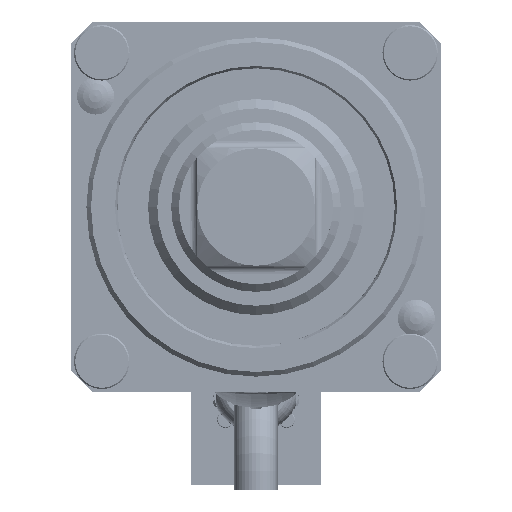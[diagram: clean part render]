
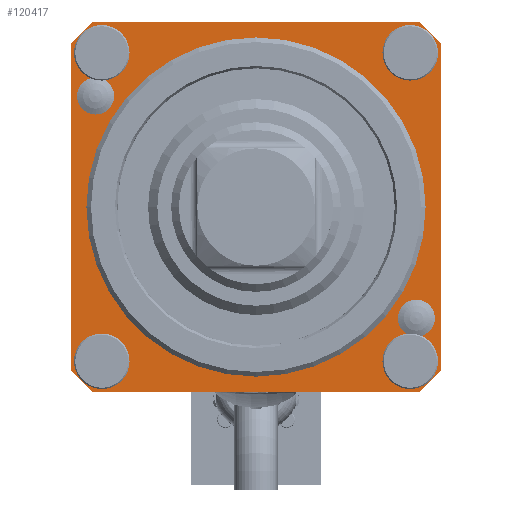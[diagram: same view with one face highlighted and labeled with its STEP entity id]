
A CAD part, left-side view. The second image highlights one B-rep face of the part: STEP entity #120417.
In plain terms, the highlighted planar face has unit normal (-1, 0, 0).
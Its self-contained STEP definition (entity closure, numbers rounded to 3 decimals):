
#4298=FACE_BOUND('',#37973,.T.);
#4299=FACE_BOUND('',#37974,.T.);
#4300=FACE_BOUND('',#37975,.T.);
#4301=FACE_BOUND('',#37976,.T.);
#4302=FACE_BOUND('',#37977,.T.);
#4303=FACE_BOUND('',#37978,.T.);
#4304=FACE_BOUND('',#37979,.T.);
#6307=PLANE('',#131059);
#12603=LINE('',#207958,#21636);
#12606=LINE('',#207966,#21639);
#12609=LINE('',#207974,#21642);
#12612=LINE('',#207982,#21645);
#21636=VECTOR('',#154492,10.583);
#21639=VECTOR('',#154501,10.583);
#21642=VECTOR('',#154510,10.583);
#21645=VECTOR('',#154519,10.583);
#31475=FACE_OUTER_BOUND('',#37972,.T.);
#37972=EDGE_LOOP('',(#96170,#96171,#96172,#96173,#96174,#96175,#96176,#96177));
#37973=EDGE_LOOP('',(#96178));
#37974=EDGE_LOOP('',(#96179,#96180));
#37975=EDGE_LOOP('',(#96181,#96182));
#37976=EDGE_LOOP('',(#96183));
#37977=EDGE_LOOP('',(#96184,#96185));
#37978=EDGE_LOOP('',(#96186));
#37979=EDGE_LOOP('',(#96187));
#44588=CIRCLE('',#129959,0.6);
#44595=CIRCLE('',#129978,0.6);
#44602=CIRCLE('',#129997,0.6);
#44606=CIRCLE('',#130003,0.6);
#44607=CIRCLE('',#130004,0.6);
#44611=CIRCLE('',#130010,0.6);
#44612=CIRCLE('',#130011,0.6);
#44825=CIRCLE('',#130537,5.5);
#45164=CIRCLE('',#131049,8.);
#45165=CIRCLE('',#131052,8.);
#45166=CIRCLE('',#131055,8.);
#45167=CIRCLE('',#131058,8.);
#45168=CIRCLE('',#131060,0.6);
#45169=CIRCLE('',#131061,0.6);
#52310=VERTEX_POINT('',#204566);
#52329=VERTEX_POINT('',#204625);
#52348=VERTEX_POINT('',#204684);
#52352=VERTEX_POINT('',#204695);
#52353=VERTEX_POINT('',#204696);
#52357=VERTEX_POINT('',#204708);
#52358=VERTEX_POINT('',#204709);
#52884=VERTEX_POINT('',#206828);
#53208=VERTEX_POINT('',#207954);
#53209=VERTEX_POINT('',#207956);
#53210=VERTEX_POINT('',#207960);
#53211=VERTEX_POINT('',#207964);
#53212=VERTEX_POINT('',#207968);
#53213=VERTEX_POINT('',#207972);
#53214=VERTEX_POINT('',#207976);
#53215=VERTEX_POINT('',#207980);
#53216=VERTEX_POINT('',#207986);
#53217=VERTEX_POINT('',#207987);
#67112=EDGE_CURVE('',#52310,#52310,#44588,.T.);
#67140=EDGE_CURVE('',#52329,#52329,#44595,.T.);
#67168=EDGE_CURVE('',#52348,#52348,#44602,.T.);
#67172=EDGE_CURVE('',#52352,#52353,#44606,.T.);
#67173=EDGE_CURVE('',#52353,#52352,#44607,.T.);
#67178=EDGE_CURVE('',#52357,#52358,#44611,.T.);
#67179=EDGE_CURVE('',#52358,#52357,#44612,.T.);
#68006=EDGE_CURVE('',#52884,#52884,#44825,.T.);
#68599=EDGE_CURVE('',#53209,#53208,#12603,.T.);
#68601=EDGE_CURVE('',#53210,#53209,#45164,.T.);
#68603=EDGE_CURVE('',#53211,#53210,#12606,.T.);
#68605=EDGE_CURVE('',#53212,#53211,#45165,.T.);
#68607=EDGE_CURVE('',#53212,#53213,#12609,.T.);
#68609=EDGE_CURVE('',#53214,#53213,#45166,.T.);
#68611=EDGE_CURVE('',#53214,#53215,#12612,.T.);
#68612=EDGE_CURVE('',#53208,#53215,#45167,.T.);
#68613=EDGE_CURVE('',#53216,#53217,#45168,.T.);
#68614=EDGE_CURVE('',#53217,#53216,#45169,.T.);
#96170=ORIENTED_EDGE('',*,*,#68612,.F.);
#96171=ORIENTED_EDGE('',*,*,#68599,.F.);
#96172=ORIENTED_EDGE('',*,*,#68601,.F.);
#96173=ORIENTED_EDGE('',*,*,#68603,.F.);
#96174=ORIENTED_EDGE('',*,*,#68605,.F.);
#96175=ORIENTED_EDGE('',*,*,#68607,.T.);
#96176=ORIENTED_EDGE('',*,*,#68609,.F.);
#96177=ORIENTED_EDGE('',*,*,#68611,.T.);
#96178=ORIENTED_EDGE('',*,*,#68006,.F.);
#96179=ORIENTED_EDGE('',*,*,#67178,.T.);
#96180=ORIENTED_EDGE('',*,*,#67179,.T.);
#96181=ORIENTED_EDGE('',*,*,#67172,.T.);
#96182=ORIENTED_EDGE('',*,*,#67173,.T.);
#96183=ORIENTED_EDGE('',*,*,#67168,.F.);
#96184=ORIENTED_EDGE('',*,*,#68613,.F.);
#96185=ORIENTED_EDGE('',*,*,#68614,.F.);
#96186=ORIENTED_EDGE('',*,*,#67140,.F.);
#96187=ORIENTED_EDGE('',*,*,#67112,.F.);
#120417=ADVANCED_FACE('',(#31475,#4298,#4299,#4300,#4301,#4302,#4303,#4304),
#6307,.T.);
#129959=AXIS2_PLACEMENT_3D('',#204568,#151558,#151559);
#129978=AXIS2_PLACEMENT_3D('',#204627,#151617,#151618);
#129997=AXIS2_PLACEMENT_3D('',#204686,#151676,#151677);
#130003=AXIS2_PLACEMENT_3D('',#204697,#151688,#151689);
#130004=AXIS2_PLACEMENT_3D('',#204698,#151690,#151691);
#130010=AXIS2_PLACEMENT_3D('',#204710,#151703,#151704);
#130011=AXIS2_PLACEMENT_3D('',#204711,#151705,#151706);
#130537=AXIS2_PLACEMENT_3D('',#206830,#153218,#153219);
#131049=AXIS2_PLACEMENT_3D('',#207962,#154496,#154497);
#131052=AXIS2_PLACEMENT_3D('',#207970,#154505,#154506);
#131055=AXIS2_PLACEMENT_3D('',#207978,#154514,#154515);
#131058=AXIS2_PLACEMENT_3D('',#207984,#154522,#154523);
#131059=AXIS2_PLACEMENT_3D('',#207985,#154524,#154525);
#131060=AXIS2_PLACEMENT_3D('',#207988,#154526,#154527);
#131061=AXIS2_PLACEMENT_3D('',#207989,#154528,#154529);
#151558=DIRECTION('center_axis',(-1.,0.,0.));
#151559=DIRECTION('ref_axis',(0.,1.,0.));
#151617=DIRECTION('center_axis',(-1.,0.,0.));
#151618=DIRECTION('ref_axis',(0.,1.,0.));
#151676=DIRECTION('center_axis',(-1.,0.,0.));
#151677=DIRECTION('ref_axis',(0.,1.,0.));
#151688=DIRECTION('center_axis',(1.,0.,0.));
#151689=DIRECTION('ref_axis',(0.,-1.,0.));
#151690=DIRECTION('center_axis',(1.,0.,0.));
#151691=DIRECTION('ref_axis',(0.,-1.,0.));
#151703=DIRECTION('center_axis',(1.,0.,0.));
#151704=DIRECTION('ref_axis',(0.,-1.,0.));
#151705=DIRECTION('center_axis',(1.,0.,0.));
#151706=DIRECTION('ref_axis',(0.,-1.,0.));
#153218=DIRECTION('center_axis',(-1.,0.,0.));
#153219=DIRECTION('ref_axis',(0.,1.,0.));
#154492=DIRECTION('',(0.,0.,1.));
#154496=DIRECTION('center_axis',(1.,0.,0.));
#154497=DIRECTION('ref_axis',(0.,0.661,-0.75));
#154501=DIRECTION('',(0.,1.,0.));
#154505=DIRECTION('center_axis',(1.,0.,0.));
#154506=DIRECTION('ref_axis',(0.,-0.75,
-0.661));
#154510=DIRECTION('',(0.,0.,1.));
#154514=DIRECTION('center_axis',(1.,0.,0.));
#154515=DIRECTION('ref_axis',(0.,-0.661,
0.75));
#154519=DIRECTION('',(0.,1.,0.));
#154522=DIRECTION('center_axis',(1.,0.,0.));
#154523=DIRECTION('ref_axis',(0.,0.75,0.661));
#154524=DIRECTION('center_axis',(-1.,0.,0.));
#154525=DIRECTION('ref_axis',(0.,1.,0.));
#154526=DIRECTION('center_axis',(-1.,0.,0.));
#154527=DIRECTION('ref_axis',(0.,-1.,0.));
#154528=DIRECTION('center_axis',(-1.,0.,0.));
#154529=DIRECTION('ref_axis',(0.,-1.,0.));
#204566=CARTESIAN_POINT('',(-1.85,-4.4,-5.));
#204568=CARTESIAN_POINT('Origin',(-1.85,-5.,-5.));
#204625=CARTESIAN_POINT('',(-1.85,5.6,-5.));
#204627=CARTESIAN_POINT('Origin',(-1.85,5.,-5.));
#204684=CARTESIAN_POINT('',(-1.85,5.6,5.));
#204686=CARTESIAN_POINT('Origin',(-1.85,5.,5.));
#204695=CARTESIAN_POINT('',(-1.85,-4.6,-3.6));
#204696=CARTESIAN_POINT('',(-1.85,-5.8,-3.6));
#204697=CARTESIAN_POINT('Origin',(-1.85,-5.2,-3.6));
#204698=CARTESIAN_POINT('Origin',(-1.85,-5.2,-3.6));
#204708=CARTESIAN_POINT('',(-1.85,5.8,3.6));
#204709=CARTESIAN_POINT('',(-1.85,4.6,3.6));
#204710=CARTESIAN_POINT('Origin',(-1.85,5.2,3.6));
#204711=CARTESIAN_POINT('Origin',(-1.85,5.2,3.6));
#206828=CARTESIAN_POINT('',(-1.85,-5.5,0.));
#206830=CARTESIAN_POINT('Origin',(-1.85,0.,
0.));
#207954=CARTESIAN_POINT('',(-1.85,6.,5.292));
#207956=CARTESIAN_POINT('',(-1.85,6.,-5.292));
#207958=CARTESIAN_POINT('',(-1.85,6.,-5.292));
#207960=CARTESIAN_POINT('',(-1.85,5.292,-6.));
#207962=CARTESIAN_POINT('Origin',(-1.85,0.,
0.));
#207964=CARTESIAN_POINT('',(-1.85,-5.292,-6.));
#207966=CARTESIAN_POINT('',(-1.85,-5.292,-6.));
#207968=CARTESIAN_POINT('',(-1.85,-6.,-5.292));
#207970=CARTESIAN_POINT('Origin',(-1.85,0.,
0.));
#207972=CARTESIAN_POINT('',(-1.85,-6.,5.292));
#207974=CARTESIAN_POINT('',(-1.85,-6.,-5.292));
#207976=CARTESIAN_POINT('',(-1.85,-5.292,6.));
#207978=CARTESIAN_POINT('Origin',(-1.85,0.,
0.));
#207980=CARTESIAN_POINT('',(-1.85,5.292,6.));
#207982=CARTESIAN_POINT('',(-1.85,-5.292,6.));
#207984=CARTESIAN_POINT('Origin',(-1.85,0.,
0.));
#207985=CARTESIAN_POINT('Origin',(-1.85,0.,
0.));
#207986=CARTESIAN_POINT('',(-1.85,-5.6,5.));
#207987=CARTESIAN_POINT('',(-1.85,-4.4,5.));
#207988=CARTESIAN_POINT('Origin',(-1.85,-5.,5.));
#207989=CARTESIAN_POINT('Origin',(-1.85,-5.,5.));
